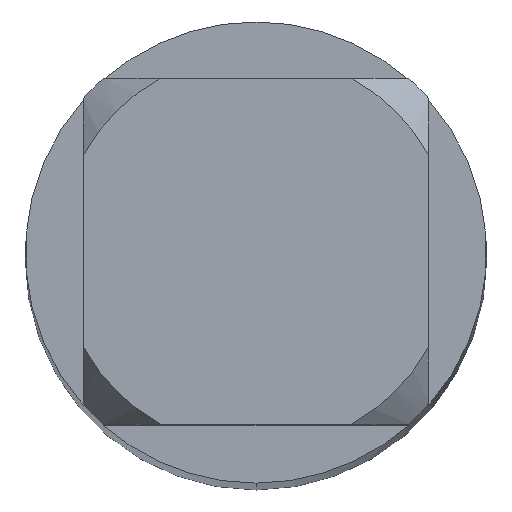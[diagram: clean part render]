
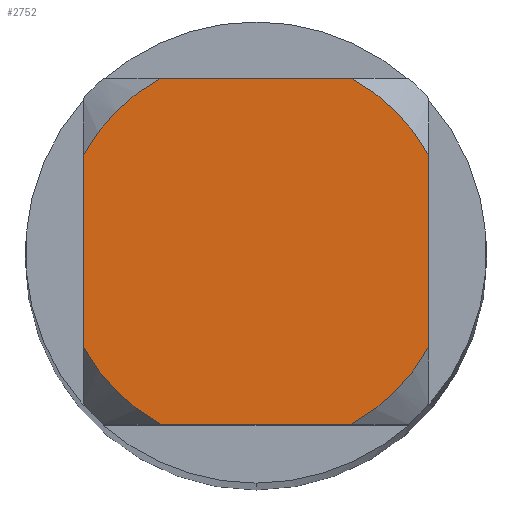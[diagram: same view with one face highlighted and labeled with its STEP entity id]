
A CAD part, top view. The second image highlights one B-rep face of the part: STEP entity #2752.
In plain terms, the highlighted planar face has unit normal (0, 0, 1).
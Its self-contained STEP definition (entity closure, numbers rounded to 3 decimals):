
#2030=VERTEX_POINT('',#5847);
#2276=VERTEX_POINT('',#6119);
#2278=VERTEX_POINT('',#6121);
#2470=EDGE_CURVE('',#2030,#2276,#6332,.T.);
#2752=ADVANCED_FACE('',(#6635),#6636,.T.);
#2918=EDGE_CURVE('',#5414,#2278,#6823,.T.);
#3398=EDGE_CURVE('',#5152,#5342,#7353,.T.);
#3626=EDGE_CURVE('',#2030,#5036,#7601,.T.);
#3740=EDGE_CURVE('',#4894,#5342,#7724,.T.);
#4160=EDGE_CURVE('',#5414,#2276,#8184,.T.);
#4820=EDGE_CURVE('',#5152,#2278,#8897,.T.);
#4894=VERTEX_POINT('',#8978);
#5036=VERTEX_POINT('',#9133);
#5152=VERTEX_POINT('',#9258);
#5342=VERTEX_POINT('',#9468);
#5376=EDGE_CURVE('',#4894,#5036,#9502,.T.);
#5414=VERTEX_POINT('',#9543);
#5847=CARTESIAN_POINT('',(0.581,1.05,0.0));
#6119=CARTESIAN_POINT('',(-0.581,1.05,0.0));
#6121=CARTESIAN_POINT('',(-1.05,-0.581,0.0));
#6332=LINE('',#10852,#10853);
#6635=FACE_OUTER_BOUND('',#11361,.T.);
#6636=PLANE('',#11362);
#6823=LINE('',#11664,#11665);
#7353=LINE('',#12543,#12544);
#7601=CIRCLE('',#12989,1.2);
#7724=CIRCLE('',#13210,1.2);
#8184=CIRCLE('',#14070,1.2);
#8897=CIRCLE('',#15338,1.2);
#8978=CARTESIAN_POINT('',(1.05,-0.581,0.0));
#9133=CARTESIAN_POINT('',(1.05,0.581,0.0));
#9258=CARTESIAN_POINT('',(-0.581,-1.05,0.0));
#9468=CARTESIAN_POINT('',(0.581,-1.05,0.0));
#9502=LINE('',#16503,#16504);
#9543=CARTESIAN_POINT('',(-1.05,0.581,0.0));
#10852=CARTESIAN_POINT('',(0.0,1.05,0.0));
#10853=VECTOR('',#17741,1.0);
#11361=EDGE_LOOP('',(#18036,#18037,#18038,#18039,#18040,#18041,#18042,#18043));
#11362=AXIS2_PLACEMENT_3D('',#18044,#18045,#18046);
#11664=CARTESIAN_POINT('',(-1.05,0.3,0.0));
#11665=VECTOR('',#18280,1.0);
#12543=CARTESIAN_POINT('',(0.0,-1.05,0.0));
#12544=VECTOR('',#18864,1.0);
#12989=AXIS2_PLACEMENT_3D('',#19104,#19105,#19106);
#13210=AXIS2_PLACEMENT_3D('',#19405,#19406,#19407);
#14070=AXIS2_PLACEMENT_3D('',#19922,#19923,#19924);
#15338=AXIS2_PLACEMENT_3D('',#20642,#20643,#20644);
#16503=CARTESIAN_POINT('',(1.05,0.3,0.0));
#16504=VECTOR('',#21270,1.0);
#17741=DIRECTION('',(-1.0,0.0,0.0));
#18036=ORIENTED_EDGE('',*,*,#2918,.T.);
#18037=ORIENTED_EDGE('',*,*,#4820,.F.);
#18038=ORIENTED_EDGE('',*,*,#3398,.T.);
#18039=ORIENTED_EDGE('',*,*,#3740,.F.);
#18040=ORIENTED_EDGE('',*,*,#5376,.T.);
#18041=ORIENTED_EDGE('',*,*,#3626,.F.);
#18042=ORIENTED_EDGE('',*,*,#2470,.T.);
#18043=ORIENTED_EDGE('',*,*,#4160,.F.);
#18044=CARTESIAN_POINT('',(0.0,0.6,0.0));
#18045=DIRECTION('',(-0.0,0.0,1.0));
#18046=DIRECTION('',(0.0,-1.0,0.0));
#18280=DIRECTION('',(-0.0,-1.0,0.0));
#18864=DIRECTION('',(1.0,0.0,0.0));
#19104=CARTESIAN_POINT('',(0.0,0.0,0.0));
#19105=DIRECTION('',(0.0,0.0,-1.0));
#19106=DIRECTION('',(0.0,1.0,0.0));
#19405=CARTESIAN_POINT('',(0.0,0.0,0.0));
#19406=DIRECTION('',(0.0,0.0,-1.0));
#19407=DIRECTION('',(0.0,1.0,0.0));
#19922=CARTESIAN_POINT('',(0.0,0.0,0.0));
#19923=DIRECTION('',(0.0,0.0,-1.0));
#19924=DIRECTION('',(0.0,1.0,0.0));
#20642=CARTESIAN_POINT('',(0.0,0.0,0.0));
#20643=DIRECTION('',(0.0,0.0,-1.0));
#20644=DIRECTION('',(0.0,1.0,0.0));
#21270=DIRECTION('',(-0.0,1.0,0.0));
